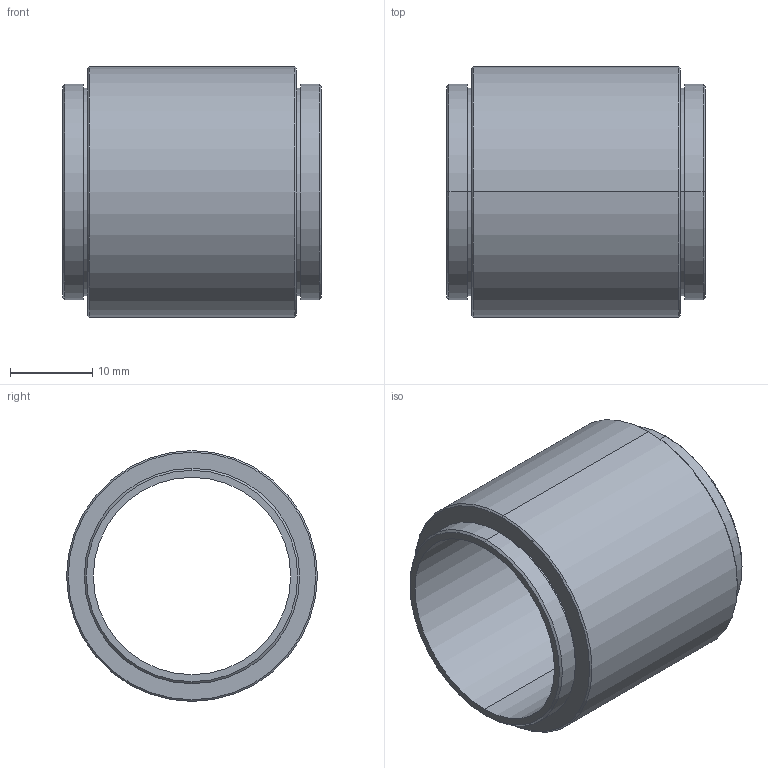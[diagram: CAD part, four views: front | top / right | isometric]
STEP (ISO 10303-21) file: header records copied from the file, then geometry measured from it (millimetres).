
FILE_DESCRIPTION (( 'STEP AP214' ), '1' );
FILE_NAME ('1.7.5.1_ZTJ-1-1.0_SM1标准型1.0英寸间隔式透镜套筒.STEP', '2021-07-27T08:29:29', ( 'Microsoft' ), ( 'Microsoft' ), 'SwSTEP 2.0', 'SolidWorks 2018', '' );
FILE_SCHEMA (( 'AUTOMOTIVE_DESIGN' ));
Length unit declared in the file: millimetre
Products named in the file (1): 1.7.5.1_ZTJ-1-1.0_SM1标准型1.0英寸间隔式透镜套筒
Bounding box: 31.4 x 30.5 x 30.5 mm (x, y, z)
Surface area: 5882.4 mm2 (no closed solid volume)
Topology: 0 solids, 2 shells, 24 faces, 52 edges, 32 vertices
Faces by surface type: cylinder 12, cone 8, plane 4
Entity records: 948 total; most frequent: DIRECTION 134, CARTESIAN_POINT 109, ORIENTED_EDGE 96, AXIS2_PLACEMENT_3D 57, EDGE_CURVE 52, CIRCLE 32, VERTEX_POINT 32, EDGE_LOOP 28
